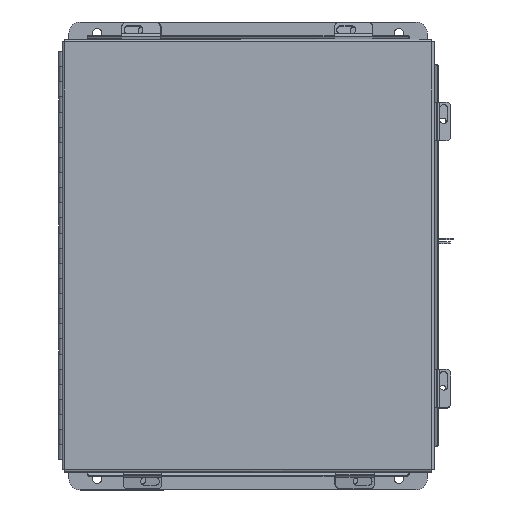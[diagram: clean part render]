
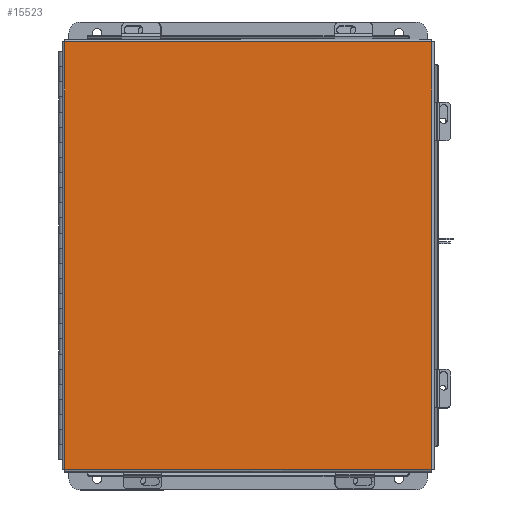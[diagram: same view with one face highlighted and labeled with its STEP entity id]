
A CAD part, top view. The second image highlights one B-rep face of the part: STEP entity #15523.
In plain terms, the highlighted face is planar.
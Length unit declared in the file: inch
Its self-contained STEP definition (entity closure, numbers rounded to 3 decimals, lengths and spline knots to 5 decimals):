
#158 = CARTESIAN_POINT ( 'NONE',  ( 6.07448, -7.06855, -0.0747 ) ) ;
#407 = EDGE_CURVE ( 'NONE', #14482, #13419, #12668, .T. ) ;
#1099 = EDGE_CURVE ( 'NONE', #13419, #18263, #2754, .T. ) ;
#2564 = VERTEX_POINT ( 'NONE', #4363 ) ;
#2754 = LINE ( 'NONE', #158, #13746 ) ;
#3714 = CARTESIAN_POINT ( 'NONE',  ( 0., 0., -0.0747 ) ) ;
#3829 = ORIENTED_EDGE ( 'NONE', *, *, #1099, .T. ) ;
#4363 = CARTESIAN_POINT ( 'NONE',  ( -6.06855, 7.06855, -0.0747 ) ) ;
#4495 = CARTESIAN_POINT ( 'NONE',  ( 6.06855, 7.07448, -0.0747 ) ) ;
#4723 = ORIENTED_EDGE ( 'NONE', *, *, #407, .T. ) ;
#4886 = ORIENTED_EDGE ( 'NONE', *, *, #6687, .T. ) ;
#5187 = DIRECTION ( 'NONE',  ( -1., 0., 0. ) ) ;
#5408 = EDGE_LOOP ( 'NONE', ( #4886, #4723, #3829, #10692 ) ) ;
#6687 = EDGE_CURVE ( 'NONE', #2564, #14482, #15124, .T. ) ;
#7091 = CARTESIAN_POINT ( 'NONE',  ( -6.06855, -7.07448, -0.0747 ) ) ;
#7375 = DIRECTION ( 'NONE',  ( 0., -1., 0. ) ) ;
#8524 = LINE ( 'NONE', #7091, #16569 ) ;
#8849 = VECTOR ( 'NONE', #7375, 39.37008 ) ;
#9837 = AXIS2_PLACEMENT_3D ( 'NONE', #3714, #13755, #5187 ) ;
#10086 = FACE_OUTER_BOUND ( 'NONE', #5408, .T. ) ;
#10443 = VECTOR ( 'NONE', #15099, 39.37008 ) ;
#10692 = ORIENTED_EDGE ( 'NONE', *, *, #12556, .T. ) ;
#11179 = CARTESIAN_POINT ( 'NONE',  ( -6.06855, -7.06855, -0.0747 ) ) ;
#11873 = CARTESIAN_POINT ( 'NONE',  ( 6.06855, -7.06855, -0.0747 ) ) ;
#12258 = CARTESIAN_POINT ( 'NONE',  ( -6.07448, 7.06855, -0.0747 ) ) ;
#12333 = PLANE ( 'NONE',  #9837 ) ;
#12556 = EDGE_CURVE ( 'NONE', #18263, #2564, #8524, .T. ) ;
#12668 = LINE ( 'NONE', #4495, #8849 ) ;
#12802 = DIRECTION ( 'NONE',  ( 0., 1., 0. ) ) ;
#13419 = VERTEX_POINT ( 'NONE', #11873 ) ;
#13746 = VECTOR ( 'NONE', #17350, 39.37008 ) ;
#13755 = DIRECTION ( 'NONE',  ( 0., 0., -1. ) ) ;
#14218 = CARTESIAN_POINT ( 'NONE',  ( 6.06855, 7.06855, -0.0747 ) ) ;
#14482 = VERTEX_POINT ( 'NONE', #14218 ) ;
#15099 = DIRECTION ( 'NONE',  ( 1., 0., 0. ) ) ;
#15124 = LINE ( 'NONE', #12258, #10443 ) ;
#15523 = ADVANCED_FACE ( 'NONE', ( #10086 ), #12333, .T. ) ;
#16569 = VECTOR ( 'NONE', #12802, 39.37008 ) ;
#17350 = DIRECTION ( 'NONE',  ( -1., 0., 0. ) ) ;
#18263 = VERTEX_POINT ( 'NONE', #11179 ) ;
